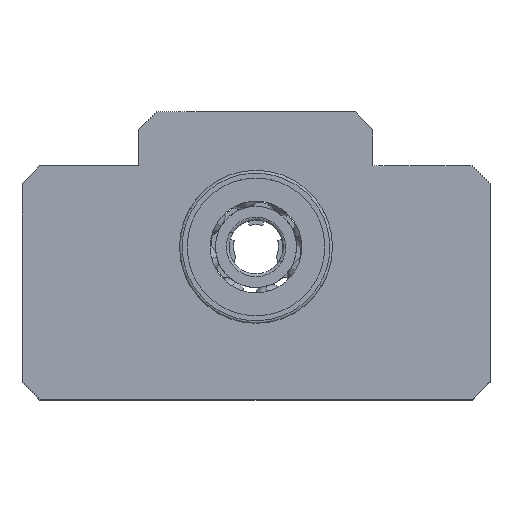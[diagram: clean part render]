
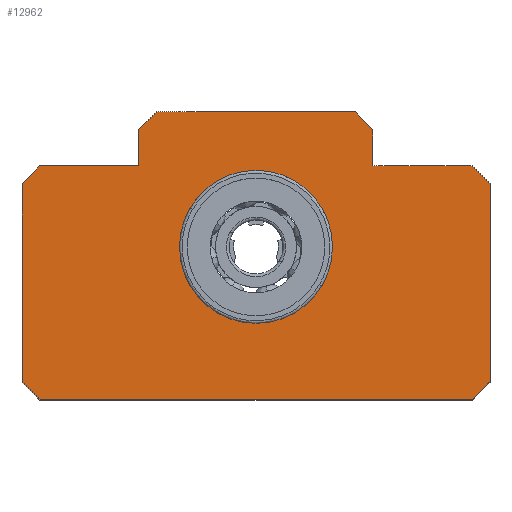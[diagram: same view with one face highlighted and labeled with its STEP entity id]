
A CAD part, top view. The second image highlights one B-rep face of the part: STEP entity #12962.
In plain terms, the highlighted planar face has unit normal (0, 0, 1).
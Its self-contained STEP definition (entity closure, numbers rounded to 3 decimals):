
#483 = CARTESIAN_POINT ( 'NONE',  ( -31.608, 29.152, 10. ) ) ;
#609 = VERTEX_POINT ( 'NONE', #11054 ) ;
#871 = CIRCLE ( 'NONE', #1881, 8.5 ) ;
#1206 = ORIENTED_EDGE ( 'NONE', *, *, #6719, .F. ) ;
#1302 = DIRECTION ( 'NONE',  ( 0., 0., 1. ) ) ;
#1593 = CARTESIAN_POINT ( 'NONE',  ( -18.608, 35.152, 10. ) ) ;
#1641 = ORIENTED_EDGE ( 'NONE', *, *, #20697, .F. ) ;
#1881 = AXIS2_PLACEMENT_3D ( 'NONE', #23827, #11136, #17553 ) ;
#1976 = EDGE_CURVE ( 'NONE', #8757, #27209, #4200, .T. ) ;
#2096 = VECTOR ( 'NONE', #17528, 1000. ) ;
#2634 = DIRECTION ( 'NONE',  ( 0., 1., 0. ) ) ;
#2683 = EDGE_CURVE ( 'NONE', #7266, #8991, #7192, .T. ) ;
#2693 = CARTESIAN_POINT ( 'NONE',  ( 18.392, 31.152, 10. ) ) ;
#3383 = CARTESIAN_POINT ( 'NONE',  ( 5.392, 37.152, 10. ) ) ;
#3570 = CARTESIAN_POINT ( 'NONE',  ( -5.608, 22.152, 10. ) ) ;
#3662 = ORIENTED_EDGE ( 'NONE', *, *, #6404, .T. ) ;
#4129 = EDGE_CURVE ( 'NONE', #18748, #21018, #871, .T. ) ;
#4200 = LINE ( 'NONE', #12361, #23103 ) ;
#4344 = VECTOR ( 'NONE', #12041, 1000. ) ;
#4499 = CARTESIAN_POINT ( 'NONE',  ( 20.392, 29.152, 10. ) ) ;
#5395 = DIRECTION ( 'NONE',  ( 0., 1., 0. ) ) ;
#5692 = EDGE_CURVE ( 'NONE', #27209, #25148, #26582, .T. ) ;
#5702 = ORIENTED_EDGE ( 'NONE', *, *, #26997, .T. ) ;
#5848 = DIRECTION ( 'NONE',  ( 1., 0., 0. ) ) ;
#6045 = LINE ( 'NONE', #20197, #23595 ) ;
#6150 = ORIENTED_EDGE ( 'NONE', *, *, #2683, .F. ) ;
#6317 = CARTESIAN_POINT ( 'NONE',  ( 20.392, 7.152, 10. ) ) ;
#6404 = EDGE_CURVE ( 'NONE', #23502, #12901, #6045, .T. ) ;
#6439 = DIRECTION ( 'NONE',  ( 1., 0., 0. ) ) ;
#6578 = EDGE_CURVE ( 'NONE', #7627, #22790, #12003, .T. ) ;
#6635 = CARTESIAN_POINT ( 'NONE',  ( 18.392, 5.152, 10. ) ) ;
#6719 = EDGE_CURVE ( 'NONE', #25148, #19404, #23253, .T. ) ;
#7192 = LINE ( 'NONE', #10176, #19803 ) ;
#7215 = EDGE_CURVE ( 'NONE', #22790, #8757, #24211, .T. ) ;
#7266 = VERTEX_POINT ( 'NONE', #4499 ) ;
#7627 = VERTEX_POINT ( 'NONE', #1593 ) ;
#8757 = VERTEX_POINT ( 'NONE', #3383 ) ;
#8991 = VERTEX_POINT ( 'NONE', #6317 ) ;
#9740 = DIRECTION ( 'NONE',  ( -0.707, 0.707, 0. ) ) ;
#9902 = DIRECTION ( 'NONE',  ( 0.707, -0.707, 0. ) ) ;
#9912 = DIRECTION ( 'NONE',  ( 0.707, 0.707, 0. ) ) ;
#10176 = CARTESIAN_POINT ( 'NONE',  ( 20.392, 21.152, 10. ) ) ;
#10179 = EDGE_LOOP ( 'NONE', ( #26903, #23352, #1641, #14027, #3662, #5702, #6150, #11119, #1206, #24892, #13834, #24078, #20076, #18228 ) ) ;
#10191 = CARTESIAN_POINT ( 'NONE',  ( -18.608, 21.152, 10. ) ) ;
#11054 = CARTESIAN_POINT ( 'NONE',  ( -18.608, 31.152, 10. ) ) ;
#11119 = ORIENTED_EDGE ( 'NONE', *, *, #25117, .F. ) ;
#11136 = DIRECTION ( 'NONE',  ( 0., 0., 1. ) ) ;
#11260 = PLANE ( 'NONE',  #12139 ) ;
#11341 = VECTOR ( 'NONE', #21870, 1000. ) ;
#11383 = CARTESIAN_POINT ( 'NONE',  ( -31.608, 29.152, 10. ) ) ;
#11411 = ORIENTED_EDGE ( 'NONE', *, *, #4129, .F. ) ;
#11863 = CARTESIAN_POINT ( 'NONE',  ( -5.608, 31.152, 10. ) ) ;
#12003 = LINE ( 'NONE', #12987, #11341 ) ;
#12041 = DIRECTION ( 'NONE',  ( 1., 0., 0. ) ) ;
#12139 = AXIS2_PLACEMENT_3D ( 'NONE', #21718, #26091, #25994 ) ;
#12361 = CARTESIAN_POINT ( 'NONE',  ( 5.392, 37.152, 10. ) ) ;
#12832 = CARTESIAN_POINT ( 'NONE',  ( 18.392, 31.152, 10. ) ) ;
#12901 = VERTEX_POINT ( 'NONE', #6635 ) ;
#12962 = ADVANCED_FACE ( 'NONE', ( #17721, #20022 ), #11260, .F. ) ;
#12987 = CARTESIAN_POINT ( 'NONE',  ( -18.608, 35.152, 10. ) ) ;
#13259 = CARTESIAN_POINT ( 'NONE',  ( -29.608, 31.152, 10. ) ) ;
#13355 = EDGE_LOOP ( 'NONE', ( #14794, #11411 ) ) ;
#13724 = LINE ( 'NONE', #13898, #19344 ) ;
#13834 = ORIENTED_EDGE ( 'NONE', *, *, #1976, .F. ) ;
#13898 = CARTESIAN_POINT ( 'NONE',  ( 19.392, 6.152, 10. ) ) ;
#13978 = CARTESIAN_POINT ( 'NONE',  ( -5.608, 30.652, 10. ) ) ;
#14027 = ORIENTED_EDGE ( 'NONE', *, *, #17371, .F. ) ;
#14728 = CARTESIAN_POINT ( 'NONE',  ( -5.608, 13.652, 10. ) ) ;
#14794 = ORIENTED_EDGE ( 'NONE', *, *, #17850, .F. ) ;
#14824 = CARTESIAN_POINT ( 'NONE',  ( 7.392, 31.152, 10. ) ) ;
#15003 = DIRECTION ( 'NONE',  ( 0.707, -0.707, 0. ) ) ;
#15020 = VECTOR ( 'NONE', #20228, 1000. ) ;
#15195 = VECTOR ( 'NONE', #2634, 1000. ) ;
#15346 = CARTESIAN_POINT ( 'NONE',  ( -31.608, 21.152, 10. ) ) ;
#16092 = CARTESIAN_POINT ( 'NONE',  ( -29.608, 5.152, 10. ) ) ;
#16176 = CARTESIAN_POINT ( 'NONE',  ( 7.392, 21.152, 10. ) ) ;
#16247 = VERTEX_POINT ( 'NONE', #13259 ) ;
#16331 = DIRECTION ( 'NONE',  ( 0., 1., 0. ) ) ;
#16489 = EDGE_CURVE ( 'NONE', #16247, #609, #17891, .T. ) ;
#16857 = LINE ( 'NONE', #26401, #20821 ) ;
#16890 = AXIS2_PLACEMENT_3D ( 'NONE', #3570, #1302, #5395 ) ;
#17371 = EDGE_CURVE ( 'NONE', #23502, #20379, #16857, .T. ) ;
#17528 = DIRECTION ( 'NONE',  ( 0.707, 0.707, 0. ) ) ;
#17553 = DIRECTION ( 'NONE',  ( 0., 1., 0. ) ) ;
#17721 = FACE_BOUND ( 'NONE', #13355, .T. ) ;
#17850 = EDGE_CURVE ( 'NONE', #21018, #18748, #25756, .T. ) ;
#17891 = LINE ( 'NONE', #25508, #20849 ) ;
#18228 = ORIENTED_EDGE ( 'NONE', *, *, #24055, .F. ) ;
#18615 = VECTOR ( 'NONE', #5848, 1000. ) ;
#18748 = VERTEX_POINT ( 'NONE', #14728 ) ;
#19344 = VECTOR ( 'NONE', #9912, 1000. ) ;
#19404 = VERTEX_POINT ( 'NONE', #2693 ) ;
#19803 = VECTOR ( 'NONE', #24989, 1000. ) ;
#20022 = FACE_OUTER_BOUND ( 'NONE', #10179, .T. ) ;
#20076 = ORIENTED_EDGE ( 'NONE', *, *, #6578, .F. ) ;
#20197 = CARTESIAN_POINT ( 'NONE',  ( -5.608, 5.152, 10. ) ) ;
#20228 = DIRECTION ( 'NONE',  ( 0., -1., 0. ) ) ;
#20371 = CARTESIAN_POINT ( 'NONE',  ( -16.608, 37.152, 10. ) ) ;
#20379 = VERTEX_POINT ( 'NONE', #25246 ) ;
#20697 = EDGE_CURVE ( 'NONE', #20379, #25734, #20803, .T. ) ;
#20803 = LINE ( 'NONE', #15346, #15195 ) ;
#20821 = VECTOR ( 'NONE', #9740, 1000. ) ;
#20849 = VECTOR ( 'NONE', #6439, 1000. ) ;
#21018 = VERTEX_POINT ( 'NONE', #13978 ) ;
#21718 = CARTESIAN_POINT ( 'NONE',  ( 20.392, 5.152, 10. ) ) ;
#21870 = DIRECTION ( 'NONE',  ( 0.707, 0.707, 0. ) ) ;
#22322 = DIRECTION ( 'NONE',  ( 1., 0., 0. ) ) ;
#22790 = VERTEX_POINT ( 'NONE', #20371 ) ;
#23103 = VECTOR ( 'NONE', #9902, 1000. ) ;
#23253 = LINE ( 'NONE', #11863, #4344 ) ;
#23352 = ORIENTED_EDGE ( 'NONE', *, *, #23887, .F. ) ;
#23392 = CARTESIAN_POINT ( 'NONE',  ( 7.392, 35.152, 10. ) ) ;
#23502 = VERTEX_POINT ( 'NONE', #16092 ) ;
#23595 = VECTOR ( 'NONE', #22322, 1000. ) ;
#23827 = CARTESIAN_POINT ( 'NONE',  ( -5.608, 22.152, 10. ) ) ;
#23878 = VECTOR ( 'NONE', #15003, 1000. ) ;
#23887 = EDGE_CURVE ( 'NONE', #25734, #16247, #26907, .T. ) ;
#23912 = LINE ( 'NONE', #10191, #26572 ) ;
#24055 = EDGE_CURVE ( 'NONE', #609, #7627, #23912, .T. ) ;
#24078 = ORIENTED_EDGE ( 'NONE', *, *, #7215, .F. ) ;
#24211 = LINE ( 'NONE', #25104, #18615 ) ;
#24566 = LINE ( 'NONE', #12832, #23878 ) ;
#24892 = ORIENTED_EDGE ( 'NONE', *, *, #5692, .F. ) ;
#24989 = DIRECTION ( 'NONE',  ( 0., -1., 0. ) ) ;
#25104 = CARTESIAN_POINT ( 'NONE',  ( -5.608, 37.152, 10. ) ) ;
#25117 = EDGE_CURVE ( 'NONE', #19404, #7266, #24566, .T. ) ;
#25148 = VERTEX_POINT ( 'NONE', #14824 ) ;
#25246 = CARTESIAN_POINT ( 'NONE',  ( -31.608, 7.152, 10. ) ) ;
#25508 = CARTESIAN_POINT ( 'NONE',  ( -5.608, 31.152, 10. ) ) ;
#25734 = VERTEX_POINT ( 'NONE', #483 ) ;
#25756 = CIRCLE ( 'NONE', #16890, 8.5 ) ;
#25994 = DIRECTION ( 'NONE',  ( -1., 0., 0. ) ) ;
#26091 = DIRECTION ( 'NONE',  ( 0., 0., -1. ) ) ;
#26401 = CARTESIAN_POINT ( 'NONE',  ( -29.608, 5.152, 10. ) ) ;
#26572 = VECTOR ( 'NONE', #16331, 1000. ) ;
#26582 = LINE ( 'NONE', #16176, #15020 ) ;
#26903 = ORIENTED_EDGE ( 'NONE', *, *, #16489, .F. ) ;
#26907 = LINE ( 'NONE', #11383, #2096 ) ;
#26997 = EDGE_CURVE ( 'NONE', #12901, #8991, #13724, .T. ) ;
#27209 = VERTEX_POINT ( 'NONE', #23392 ) ;
